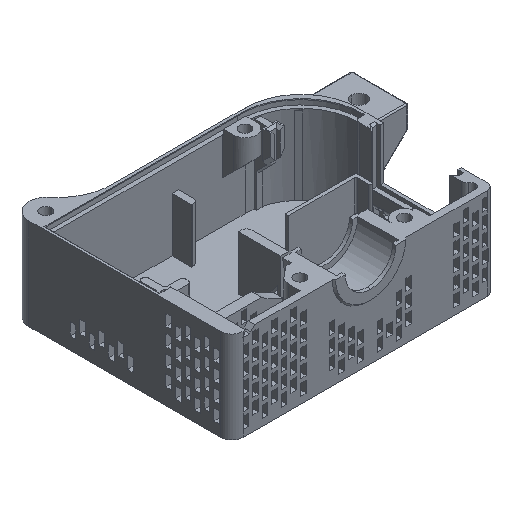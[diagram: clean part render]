
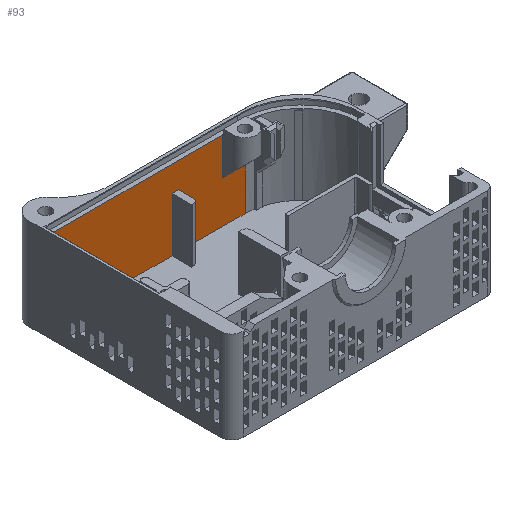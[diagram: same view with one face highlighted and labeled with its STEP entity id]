
A CAD part, isometric view. The second image highlights one B-rep face of the part: STEP entity #93.
In plain terms, the highlighted planar face has unit normal (0, -1, 0).
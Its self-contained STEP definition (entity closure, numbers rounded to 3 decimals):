
#93 = ADVANCED_FACE ( 'NONE', ( #17409 ), #26091, .F. ) ;
#487 = AXIS2_PLACEMENT_3D ( 'NONE', #26379, #10642, #24176 ) ;
#503 = CARTESIAN_POINT ( 'NONE',  ( 14., 66., -15.15 ) ) ;
#862 = DIRECTION ( 'NONE',  ( 0., 0., -1. ) ) ;
#1004 = VECTOR ( 'NONE', #14573, 1000. ) ;
#1412 = LINE ( 'NONE', #8058, #4538 ) ;
#1436 = DIRECTION ( 'NONE',  ( 0., 0., -1. ) ) ;
#1515 = CARTESIAN_POINT ( 'NONE',  ( 14., 66., -1.9 ) ) ;
#2549 = CARTESIAN_POINT ( 'NONE',  ( 22., 66., -15.15 ) ) ;
#2750 = VERTEX_POINT ( 'NONE', #25091 ) ;
#2760 = VERTEX_POINT ( 'NONE', #503 ) ;
#2832 = VERTEX_POINT ( 'NONE', #1515 ) ;
#2914 = CARTESIAN_POINT ( 'NONE',  ( 0., 66., -30.15 ) ) ;
#3065 = LINE ( 'NONE', #2914, #16527 ) ;
#3648 = EDGE_CURVE ( 'NONE', #5733, #2750, #13689, .T. ) ;
#4365 = DIRECTION ( 'NONE',  ( 1., 0., 0. ) ) ;
#4456 = ORIENTED_EDGE ( 'NONE', *, *, #16139, .T. ) ;
#4538 = VECTOR ( 'NONE', #15098, 1000. ) ;
#4806 = VECTOR ( 'NONE', #6077, 1000. ) ;
#4813 = LINE ( 'NONE', #15547, #21715 ) ;
#5439 = VECTOR ( 'NONE', #6239, 1000. ) ;
#5733 = VERTEX_POINT ( 'NONE', #2549 ) ;
#5798 = CARTESIAN_POINT ( 'NONE',  ( 0., 66., -1.9 ) ) ;
#6077 = DIRECTION ( 'NONE',  ( 1., 0., 0. ) ) ;
#6156 = CARTESIAN_POINT ( 'NONE',  ( 0., 66., -15.15 ) ) ;
#6239 = DIRECTION ( 'NONE',  ( 0., 0., 1. ) ) ;
#7101 = ORIENTED_EDGE ( 'NONE', *, *, #8704, .F. ) ;
#7820 = LINE ( 'NONE', #19279, #1004 ) ;
#8058 = CARTESIAN_POINT ( 'NONE',  ( 14., 66., 0. ) ) ;
#8446 = LINE ( 'NONE', #22281, #5439 ) ;
#8704 = EDGE_CURVE ( 'NONE', #18807, #15309, #7820, .T. ) ;
#8907 = CARTESIAN_POINT ( 'NONE',  ( -1.5, 66., 0. ) ) ;
#8917 = EDGE_CURVE ( 'NONE', #2750, #13871, #3065, .T. ) ;
#9010 = ORIENTED_EDGE ( 'NONE', *, *, #28202, .F. ) ;
#10128 = CARTESIAN_POINT ( 'NONE',  ( -3.9, 66., -11. ) ) ;
#10540 = ORIENTED_EDGE ( 'NONE', *, *, #10697, .T. ) ;
#10642 = DIRECTION ( 'NONE',  ( 0., 1., 0. ) ) ;
#10697 = EDGE_CURVE ( 'NONE', #23838, #13907, #4813, .T. ) ;
#10971 = DIRECTION ( 'NONE',  ( 0., 0., -1. ) ) ;
#12055 = DIRECTION ( 'NONE',  ( -1., 0., 0. ) ) ;
#12363 = CARTESIAN_POINT ( 'NONE',  ( -3.9, 66., 0. ) ) ;
#12505 = LINE ( 'NONE', #12363, #27817 ) ;
#13600 = EDGE_CURVE ( 'NONE', #23838, #18807, #12505, .T. ) ;
#13627 = CARTESIAN_POINT ( 'NONE',  ( -3.9, 66., -30.15 ) ) ;
#13673 = ORIENTED_EDGE ( 'NONE', *, *, #14049, .F. ) ;
#13689 = LINE ( 'NONE', #16479, #22126 ) ;
#13871 = VERTEX_POINT ( 'NONE', #28649 ) ;
#13907 = VERTEX_POINT ( 'NONE', #22589 ) ;
#14049 = EDGE_CURVE ( 'NONE', #25442, #2832, #17568, .T. ) ;
#14573 = DIRECTION ( 'NONE',  ( -1., 0., 0. ) ) ;
#15095 = CARTESIAN_POINT ( 'NONE',  ( -46.3, 66., -30.15 ) ) ;
#15098 = DIRECTION ( 'NONE',  ( 0., 0., -1. ) ) ;
#15309 = VERTEX_POINT ( 'NONE', #15095 ) ;
#15547 = CARTESIAN_POINT ( 'NONE',  ( 0., 66., -11. ) ) ;
#15894 = ORIENTED_EDGE ( 'NONE', *, *, #18606, .F. ) ;
#16110 = VECTOR ( 'NONE', #17495, 1000. ) ;
#16139 = EDGE_CURVE ( 'NONE', #5733, #2760, #26308, .T. ) ;
#16479 = CARTESIAN_POINT ( 'NONE',  ( 22., 66., -15.15 ) ) ;
#16527 = VECTOR ( 'NONE', #12055, 1000. ) ;
#17409 = FACE_OUTER_BOUND ( 'NONE', #18517, .T. ) ;
#17495 = DIRECTION ( 'NONE',  ( -1., 0., 0. ) ) ;
#17568 = LINE ( 'NONE', #5798, #4806 ) ;
#18517 = EDGE_LOOP ( 'NONE', ( #13673, #9010, #7101, #21837, #10540, #19364, #19868, #25299, #4456, #15894 ) ) ;
#18606 = EDGE_CURVE ( 'NONE', #2832, #2760, #1412, .T. ) ;
#18807 = VERTEX_POINT ( 'NONE', #13627 ) ;
#19279 = CARTESIAN_POINT ( 'NONE',  ( 0., 66., -30.15 ) ) ;
#19364 = ORIENTED_EDGE ( 'NONE', *, *, #27586, .T. ) ;
#19646 = LINE ( 'NONE', #8907, #23271 ) ;
#19868 = ORIENTED_EDGE ( 'NONE', *, *, #8917, .F. ) ;
#21715 = VECTOR ( 'NONE', #4365, 1000. ) ;
#21837 = ORIENTED_EDGE ( 'NONE', *, *, #13600, .F. ) ;
#22126 = VECTOR ( 'NONE', #862, 1000. ) ;
#22281 = CARTESIAN_POINT ( 'NONE',  ( -46.3, 66., 0. ) ) ;
#22589 = CARTESIAN_POINT ( 'NONE',  ( -1.5, 66., -11. ) ) ;
#23010 = CARTESIAN_POINT ( 'NONE',  ( -46.3, 66., -1.9 ) ) ;
#23271 = VECTOR ( 'NONE', #10971, 1000. ) ;
#23838 = VERTEX_POINT ( 'NONE', #10128 ) ;
#24176 = DIRECTION ( 'NONE',  ( 0., 0., -1. ) ) ;
#25091 = CARTESIAN_POINT ( 'NONE',  ( 22., 66., -30.15 ) ) ;
#25299 = ORIENTED_EDGE ( 'NONE', *, *, #3648, .F. ) ;
#25442 = VERTEX_POINT ( 'NONE', #23010 ) ;
#26091 = PLANE ( 'NONE',  #487 ) ;
#26308 = LINE ( 'NONE', #6156, #16110 ) ;
#26379 = CARTESIAN_POINT ( 'NONE',  ( 0., 66., 0. ) ) ;
#27586 = EDGE_CURVE ( 'NONE', #13907, #13871, #19646, .T. ) ;
#27817 = VECTOR ( 'NONE', #1436, 1000. ) ;
#28202 = EDGE_CURVE ( 'NONE', #15309, #25442, #8446, .T. ) ;
#28649 = CARTESIAN_POINT ( 'NONE',  ( -1.5, 66., -30.15 ) ) ;
